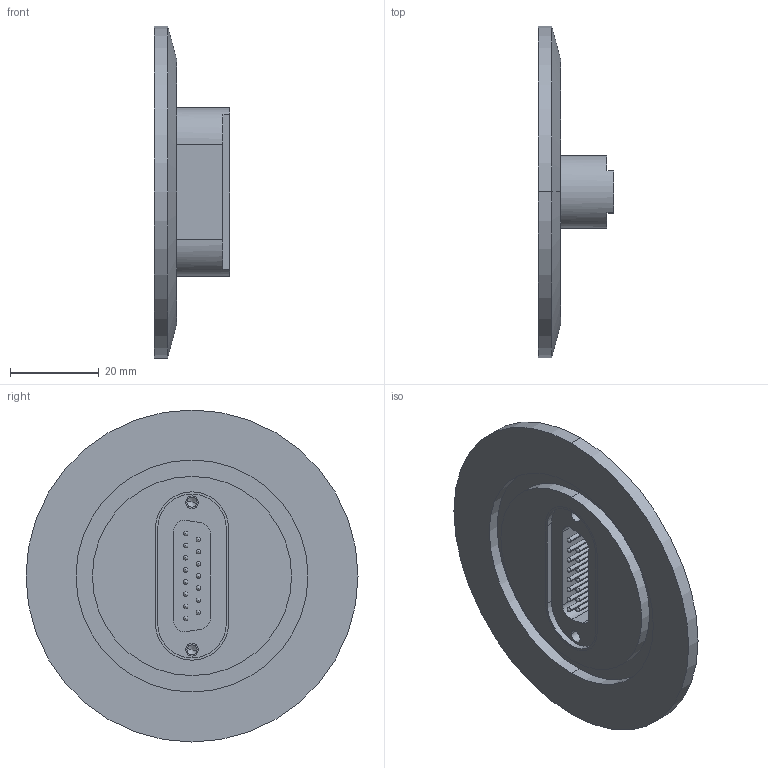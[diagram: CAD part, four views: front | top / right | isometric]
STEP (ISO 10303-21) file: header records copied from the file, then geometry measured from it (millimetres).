
FILE_DESCRIPTION (( 'STEP AP214' ), '1' );
FILE_NAME ('210-D15-K50.STEP', '2014-12-18T14:14:37', ( 'allectra' ), ( 'Microsoft' ), 'SwSTEP 2.0', 'SolidWorks 2014', '' );
FILE_SCHEMA (( 'AUTOMOTIVE_DESIGN' ));
Length unit declared in the file: millimetre
Products named in the file (5): 210-D15-K50; 9210-D15-K50_DN50 KF; 9218-D9-37-SS_15 pin 1mm; 9210-PIN-FENI_Pin vergoldet; 218-D9-37-SS_218-D15-SS
Assembly tree (18 placements, depth 3):
  210-D15-K50
    9210-D15-K50_DN50 KF
    218-D9-37-SS_218-D15-SS
      9218-D9-37-SS_15 pin 1mm
      9210-PIN-FENI_Pin vergoldet  x15
Bounding box: 17 x 75 x 75 mm (x, y, z)
Volume: 22248 mm3; surface area: 14420.7 mm2
Topology: 17 solids, 17 shells, 168 faces, 455 edges, 296 vertices
Faces by surface type: cylinder 97, plane 31, sphere 30, cone 10
Entity records: 3709 total; most frequent: DIRECTION 685, CARTESIAN_POINT 587, ORIENTED_EDGE 546, AXIS2_PLACEMENT_3D 278, EDGE_CURVE 273, VERTEX_POINT 180, EDGE_LOOP 157, CIRCLE 144
